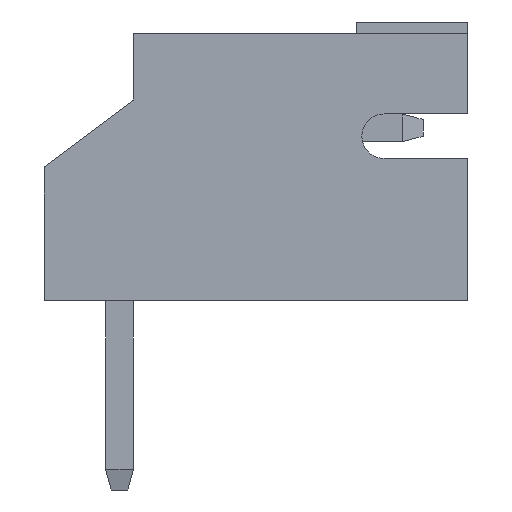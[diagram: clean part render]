
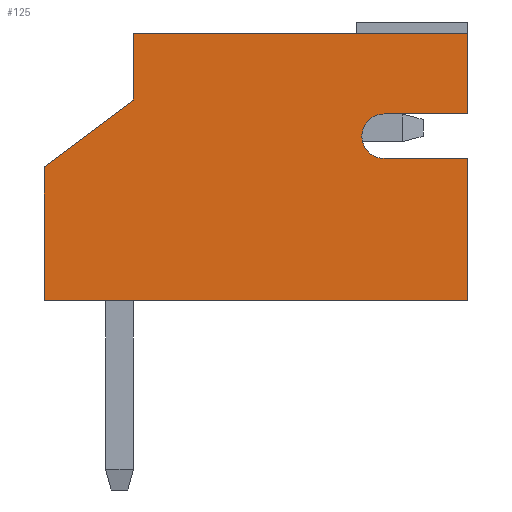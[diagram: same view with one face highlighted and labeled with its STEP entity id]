
A CAD part, left-side view. The second image highlights one B-rep face of the part: STEP entity #125.
In plain terms, the highlighted planar face has unit normal (-1, 0, 0).
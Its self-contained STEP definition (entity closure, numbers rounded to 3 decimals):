
#125=ADVANCED_FACE('',(#3988),#3990,.T.);
#3988=FACE_BOUND('',#3989,.T.);
#3989=EDGE_LOOP('',(#7118,#7119,#7120,#7121,#7122,#7123,#7124,#7125,#7126,#7127));
#3990=PLANE('',#3991);
#3991=AXIS2_PLACEMENT_3D('',#3992,#3993,#3994);
#3992=CARTESIAN_POINT('',(-1.95,0.,0.));
#3993=DIRECTION('',(-1.,0.,0.));
#3994=DIRECTION('',(0.,0.,1.));
#7118=ORIENTED_EDGE('',*,*,#9275,.T.);
#7119=ORIENTED_EDGE('',*,*,#9187,.T.);
#7120=ORIENTED_EDGE('',*,*,#9269,.T.);
#7121=ORIENTED_EDGE('',*,*,#9276,.T.);
#7122=ORIENTED_EDGE('',*,*,#9277,.T.);
#7123=ORIENTED_EDGE('',*,*,#9278,.T.);
#7124=ORIENTED_EDGE('',*,*,#9279,.T.);
#7125=ORIENTED_EDGE('',*,*,#9280,.T.);
#7126=ORIENTED_EDGE('',*,*,#9281,.T.);
#7127=ORIENTED_EDGE('',*,*,#9282,.T.);
#9187=EDGE_CURVE('',#10280,#10278,#10281,.T.);
#9269=EDGE_CURVE('',#10278,#10438,#10440,.T.);
#9275=EDGE_CURVE('',#10448,#10280,#10449,.F.);
#9276=EDGE_CURVE('',#10438,#10450,#10451,.T.);
#9277=EDGE_CURVE('',#10450,#10452,#10453,.T.);
#9278=EDGE_CURVE('',#10452,#10454,#10455,.T.);
#9279=EDGE_CURVE('',#10454,#10456,#10457,.T.);
#9280=EDGE_CURVE('',#10456,#10458,#10459,.T.);
#9281=EDGE_CURVE('',#10458,#10460,#10461,.F.);
#9282=EDGE_CURVE('',#10460,#10448,#10462,.F.);
#10278=VERTEX_POINT('',#12057);
#10280=VERTEX_POINT('',#12061);
#10281=LINE('',#12062,#12063);
#10438=VERTEX_POINT('',#12381);
#10440=LINE('',#12385,#12386);
#10448=VERTEX_POINT('',#12405);
#10449=LINE('',#12406,#12407);
#10450=VERTEX_POINT('',#12409);
#10451=LINE('',#12410,#12411);
#10452=VERTEX_POINT('',#12413);
#10453=LINE('',#12414,#12415);
#10454=VERTEX_POINT('',#12417);
#10455=LINE('',#12418,#12419);
#10456=VERTEX_POINT('',#12421);
#10457=LINE('',#12422,#12423);
#10458=VERTEX_POINT('',#12425);
#10459=LINE('',#12426,#12427);
#10460=VERTEX_POINT('',#12429);
#10461=LINE('',#12430,#12431);
#10462=CIRCLE('',#12433,0.4);
#12057=CARTESIAN_POINT('',(-1.95,-6.25,4.8));
#12061=CARTESIAN_POINT('',(-1.95,-6.25,3.35));
#12062=CARTESIAN_POINT('',(-1.95,-6.25,3.35));
#12063=VECTOR('',#12064,1.);
#12064=DIRECTION('',(0.,0.,1.));
#12381=CARTESIAN_POINT('',(-1.95,-0.25,4.8));
#12385=CARTESIAN_POINT('',(-1.95,-6.25,4.8));
#12386=VECTOR('',#12387,1.);
#12387=DIRECTION('',(0.,1.,0.));
#12405=CARTESIAN_POINT('',(-1.95,-4.75,3.35));
#12406=CARTESIAN_POINT('',(-1.95,-6.25,3.35));
#12407=VECTOR('',#12408,1.);
#12408=DIRECTION('',(0.,1.,0.));
#12409=CARTESIAN_POINT('',(-1.95,-0.25,3.6));
#12410=CARTESIAN_POINT('',(-1.95,-0.25,4.8));
#12411=VECTOR('',#12412,1.);
#12412=DIRECTION('',(0.,0.,-1.));
#12413=CARTESIAN_POINT('',(-1.95,1.35,2.4));
#12414=CARTESIAN_POINT('',(-1.95,-0.25,3.6));
#12415=VECTOR('',#12416,1.);
#12416=DIRECTION('',(0.,0.8,-0.6));
#12417=CARTESIAN_POINT('',(-1.95,1.35,0.));
#12418=CARTESIAN_POINT('',(-1.95,1.35,2.4));
#12419=VECTOR('',#12420,1.);
#12420=DIRECTION('',(0.,0.,-1.));
#12421=CARTESIAN_POINT('',(-1.95,-6.25,0.));
#12422=CARTESIAN_POINT('',(-1.95,1.35,0.));
#12423=VECTOR('',#12424,1.);
#12424=DIRECTION('',(0.,-1.,0.));
#12425=CARTESIAN_POINT('',(-1.95,-6.25,2.55));
#12426=CARTESIAN_POINT('',(-1.95,-6.25,0.));
#12427=VECTOR('',#12428,1.);
#12428=DIRECTION('',(0.,0.,1.));
#12429=CARTESIAN_POINT('',(-1.95,-4.75,2.55));
#12430=CARTESIAN_POINT('',(-1.95,-4.75,2.55));
#12431=VECTOR('',#12432,1.);
#12432=DIRECTION('',(0.,-1.,0.));
#12433=AXIS2_PLACEMENT_3D('',#12434,#12435,#12436);
#12434=CARTESIAN_POINT('',(-1.95,-4.75,2.95));
#12435=DIRECTION('',(-1.,0.,0.));
#12436=DIRECTION('',(0.,0.,1.));
